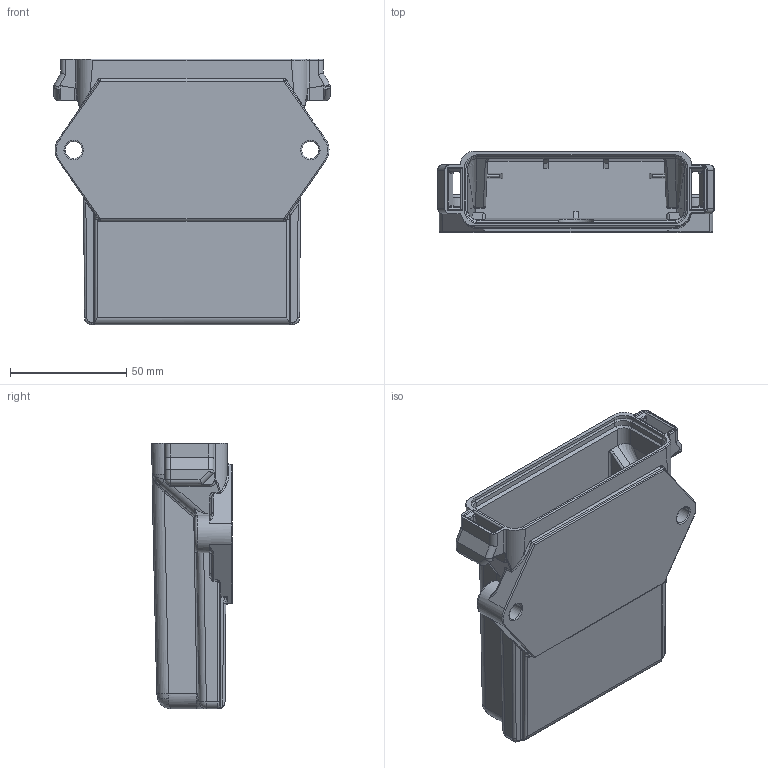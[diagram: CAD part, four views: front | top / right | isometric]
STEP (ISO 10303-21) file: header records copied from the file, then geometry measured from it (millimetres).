
FILE_DESCRIPTION((''),'2;1');
FILE_NAME('C-EEC-325X4B-E016','2013-06-28T',('workeradm'),('Tyco Electronics Ltd.'),'PRO/ENGINEER BY PARAMETRIC TECHNOLOGY CORPORATION, 2011490','PRO/ENGINEER BY PARAMETRIC TECHNOLOGY CORPORATION, 2011490','');
FILE_SCHEMA(('AUTOMOTIVE_DESIGN { 1 0 10303 214 1 1 1 1 }'));
Length unit declared in the file: millimetre
Products named in the file (1): C-EEC-325X4B-E016
Bounding box: 118.75 x 34.75 x 114 mm (x, y, z)
Volume: 109242.2 mm3; surface area: 63122.6 mm2
Topology: 1 solids, 1 shells, 426 faces, 1081 edges, 657 vertices
Faces by surface type: cylinder 161, plane 132, bspline 100, torus 21, sphere 10, cone 2
Entity records: 20950 total; most frequent: CARTESIAN_POINT 7977, ORIENTED_EDGE 2162, DIRECTION 1657, PRESENTATION_STYLE_ASSIGNMENT 1082, STYLED_ITEM 1082, CURVE_STYLE 1081, EDGE_CURVE 1081, VERTEX_POINT 657
